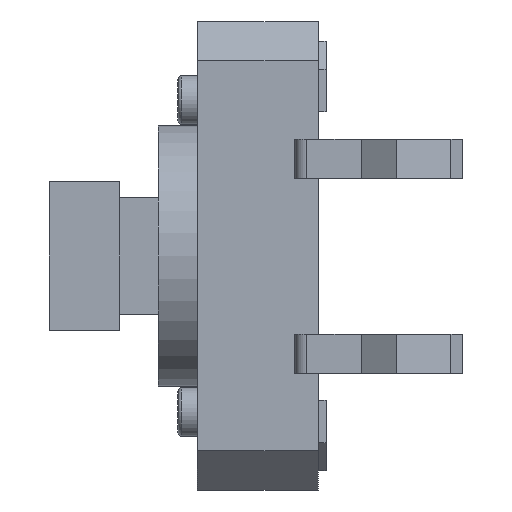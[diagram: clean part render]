
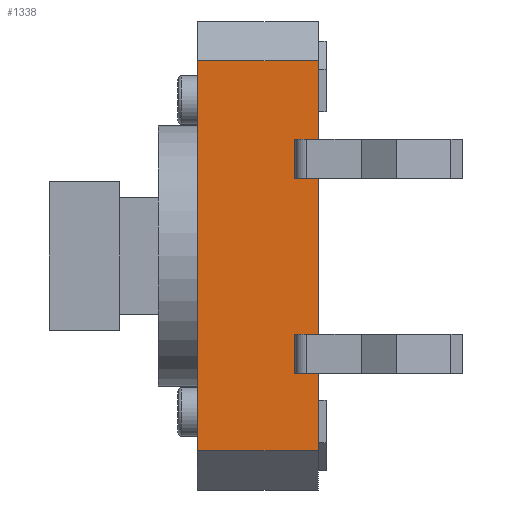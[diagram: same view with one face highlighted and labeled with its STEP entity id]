
A CAD part, left-side view. The second image highlights one B-rep face of the part: STEP entity #1338.
In plain terms, the highlighted planar face has unit normal (-1, 0, 0).
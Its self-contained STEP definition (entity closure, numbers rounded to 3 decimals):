
#146 = CARTESIAN_POINT ( 'NONE',  ( -6., 0., 5. ) ) ;
#237 = EDGE_CURVE ( 'NONE', #1062, #453, #943, .T. ) ;
#297 = DIRECTION ( 'NONE',  ( 0., 0., 1. ) ) ;
#358 = ORIENTED_EDGE ( 'NONE', *, *, #2173, .T. ) ;
#384 = VECTOR ( 'NONE', #2846, 1000. ) ;
#405 = ORIENTED_EDGE ( 'NONE', *, *, #237, .T. ) ;
#424 = FACE_OUTER_BOUND ( 'NONE', #1686, .T. ) ;
#438 = VECTOR ( 'NONE', #297, 1000. ) ;
#453 = VERTEX_POINT ( 'NONE', #146 ) ;
#618 = DIRECTION ( 'NONE',  ( 0., 0., 1. ) ) ;
#644 = DIRECTION ( 'NONE',  ( 0., -1., 0. ) ) ;
#727 = VERTEX_POINT ( 'NONE', #2356 ) ;
#785 = ORIENTED_EDGE ( 'NONE', *, *, #1102, .F. ) ;
#943 = LINE ( 'NONE', #2127, #438 ) ;
#1062 = VERTEX_POINT ( 'NONE', #2569 ) ;
#1102 = EDGE_CURVE ( 'NONE', #3199, #453, #3167, .T. ) ;
#1243 = LINE ( 'NONE', #3418, #3639 ) ;
#1338 = ADVANCED_FACE ( 'NONE', ( #424 ), #3495, .F. ) ;
#1604 = CARTESIAN_POINT ( 'NONE',  ( -6., 3.1, 5. ) ) ;
#1645 = CARTESIAN_POINT ( 'NONE',  ( -6., 3.1, 5. ) ) ;
#1667 = DIRECTION ( 'NONE',  ( 0., 0., -1. ) ) ;
#1686 = EDGE_LOOP ( 'NONE', ( #405, #785, #2217, #358 ) ) ;
#2127 = CARTESIAN_POINT ( 'NONE',  ( -6., 0., 5. ) ) ;
#2173 = EDGE_CURVE ( 'NONE', #727, #1062, #1243, .T. ) ;
#2187 = VECTOR ( 'NONE', #618, 1000. ) ;
#2217 = ORIENTED_EDGE ( 'NONE', *, *, #3454, .F. ) ;
#2356 = CARTESIAN_POINT ( 'NONE',  ( -6., 3.1, -5. ) ) ;
#2511 = AXIS2_PLACEMENT_3D ( 'NONE', #1645, #2912, #1667 ) ;
#2536 = CARTESIAN_POINT ( 'NONE',  ( -6., 3.1, 5. ) ) ;
#2569 = CARTESIAN_POINT ( 'NONE',  ( -6., 0., -5. ) ) ;
#2846 = DIRECTION ( 'NONE',  ( 0., -1., 0. ) ) ;
#2912 = DIRECTION ( 'NONE',  ( 1., 0., 0. ) ) ;
#3071 = CARTESIAN_POINT ( 'NONE',  ( -6., 3.1, 5. ) ) ;
#3167 = LINE ( 'NONE', #1604, #384 ) ;
#3199 = VERTEX_POINT ( 'NONE', #2536 ) ;
#3418 = CARTESIAN_POINT ( 'NONE',  ( -6., 3.1, -5. ) ) ;
#3454 = EDGE_CURVE ( 'NONE', #727, #3199, #3945, .T. ) ;
#3495 = PLANE ( 'NONE',  #2511 ) ;
#3639 = VECTOR ( 'NONE', #644, 1000. ) ;
#3945 = LINE ( 'NONE', #3071, #2187 ) ;
